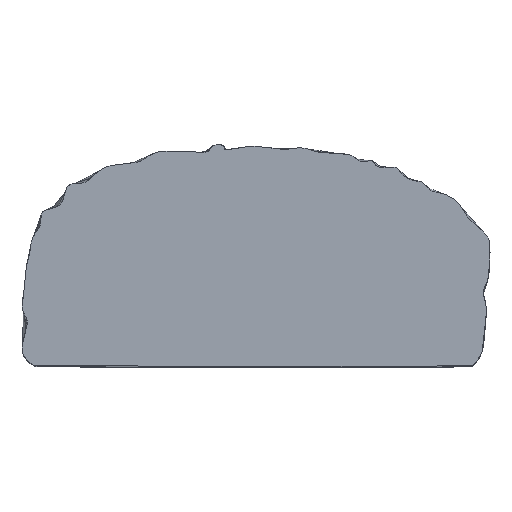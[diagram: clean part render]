
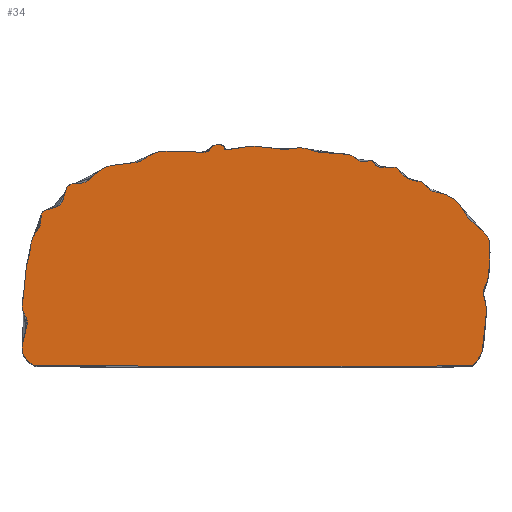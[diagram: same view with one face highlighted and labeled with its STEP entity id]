
A CAD part, top view. The second image highlights one B-rep face of the part: STEP entity #34.
In plain terms, the highlighted planar face has unit normal (0, 0, 1).
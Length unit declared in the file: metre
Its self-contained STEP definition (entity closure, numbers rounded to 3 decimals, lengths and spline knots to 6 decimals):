
#12=PLANE('',#49);
#16=ORIENTED_EDGE('',*,*,#18,.F.);
#18=EDGE_CURVE('',#20,#20,#22,.T.);
#20=VERTEX_POINT('',#217);
#22=B_SPLINE_CURVE_WITH_KNOTS('',3,(#164,#165,#166,#167,#168,#169,#170,
#171,#172,#173,#174,#175,#176,#177,#178,#179,#180,#181,#182,#183,#184,#185,
#186,#187,#188,#189,#190,#191,#192,#193,#194,#195,#196,#197,#198,#199,#200,
#201,#202,#203,#204,#205,#206,#207,#208,#209,#210,#211,#212,#213,#214,#215,
#216),.UNSPECIFIED.,.T.,.F.,(1,3,1,1,1,1,1,1,1,1,1,1,1,1,1,1,1,1,1,1,1,
1,1,1,1,1,1,1,1,1,1,1,1,1,1,1,1,1,1,1,1,1,1,1,1,1,1,1,1,1,1,3,1),(-0.010316,
0.,0.01927,0.045072,0.062307,0.08438,
0.108085,0.120577,0.141157,0.159943,
0.176293,0.196818,0.218324,0.236603,
0.260552,0.288214,0.311087,0.343948,
0.356127,0.372079,0.380625,0.404135,
0.431594,0.446288,0.463547,0.47946,
0.503513,0.519519,0.534055,0.548924,0.562008,
0.581952,0.597202,0.614516,0.627617,0.643294,
0.660431,0.680735,0.701626,0.723952,
0.742902,0.769212,0.783201,0.796098,
0.811779,0.834828,0.853367,0.86929,
0.883372,0.891736,0.989684,1.,1.01927),
 .UNSPECIFIED.);
#26=EDGE_LOOP('',(#16));
#30=FACE_BOUND('',#26,.T.);
#34=ADVANCED_FACE('',(#30),#12,.T.);
#49=AXIS2_PLACEMENT_3D('',#272,#53,#54);
#53=DIRECTION('',(0.,0.,1.));
#54=DIRECTION('',(1.,0.,0.));
#164=CARTESIAN_POINT('',(0.037212,0.02684,0.013));
#165=CARTESIAN_POINT('',(0.037149,0.026884,0.013));
#166=CARTESIAN_POINT('',(0.036706,0.027174,0.013));
#167=CARTESIAN_POINT('',(0.037171,0.028029,0.013));
#168=CARTESIAN_POINT('',(0.036848,0.02835,0.013));
#169=CARTESIAN_POINT('',(0.036985,0.028952,0.013));
#170=CARTESIAN_POINT('',(0.037012,0.029671,0.013));
#171=CARTESIAN_POINT('',(0.037122,0.02983,0.013));
#172=CARTESIAN_POINT('',(0.037131,0.030407,0.013));
#173=CARTESIAN_POINT('',(0.03749,0.030699,0.013));
#174=CARTESIAN_POINT('',(0.037346,0.031177,0.013));
#175=CARTESIAN_POINT('',(0.038097,0.031134,0.013));
#176=CARTESIAN_POINT('',(0.038074,0.031955,0.013));
#177=CARTESIAN_POINT('',(0.038677,0.031754,0.013));
#178=CARTESIAN_POINT('',(0.039102,0.032465,0.013));
#179=CARTESIAN_POINT('',(0.040199,0.03233,0.013));
#180=CARTESIAN_POINT('',(0.040568,0.03292,0.013));
#181=CARTESIAN_POINT('',(0.042146,0.032593,0.013));
#182=CARTESIAN_POINT('',(0.042081,0.03295,0.013));
#183=CARTESIAN_POINT('',(0.042534,0.032942,0.013));
#184=CARTESIAN_POINT('',(0.042419,0.032709,0.013));
#185=CARTESIAN_POINT('',(0.043236,0.032991,0.013));
#186=CARTESIAN_POINT('',(0.044099,0.032748,0.013));
#187=CARTESIAN_POINT('',(0.044358,0.032845,0.013));
#188=CARTESIAN_POINT('',(0.044773,0.032854,0.013));
#189=CARTESIAN_POINT('',(0.045028,0.032691,0.013));
#190=CARTESIAN_POINT('',(0.045772,0.032709,0.013));
#191=CARTESIAN_POINT('',(0.046071,0.032623,0.013));
#192=CARTESIAN_POINT('',(0.046276,0.032393,0.013));
#193=CARTESIAN_POINT('',(0.046612,0.032564,0.013));
#194=CARTESIAN_POINT('',(0.046669,0.032225,0.013));
#195=CARTESIAN_POINT('',(0.047274,0.032398,0.013));
#196=CARTESIAN_POINT('',(0.047379,0.032062,0.013));
#197=CARTESIAN_POINT('',(0.047751,0.031911,0.013));
#198=CARTESIAN_POINT('',(0.047982,0.031935,0.013));
#199=CARTESIAN_POINT('',(0.048163,0.031613,0.013));
#200=CARTESIAN_POINT('',(0.048553,0.031617,0.013));
#201=CARTESIAN_POINT('',(0.049015,0.031319,0.013));
#202=CARTESIAN_POINT('',(0.049216,0.030817,0.013));
#203=CARTESIAN_POINT('',(0.049809,0.03046,0.013));
#204=CARTESIAN_POINT('',(0.049839,0.03001,0.013));
#205=CARTESIAN_POINT('',(0.049806,0.029125,0.013));
#206=CARTESIAN_POINT('',(0.049602,0.028934,0.013));
#207=CARTESIAN_POINT('',(0.049676,0.028695,0.013));
#208=CARTESIAN_POINT('',(0.049752,0.028406,0.013));
#209=CARTESIAN_POINT('',(0.049679,0.027747,0.013));
#210=CARTESIAN_POINT('',(0.04965,0.027333,0.013));
#211=CARTESIAN_POINT('',(0.049547,0.027039,0.013));
#212=CARTESIAN_POINT('',(0.049345,0.026825,0.013));
#213=CARTESIAN_POINT('',(0.049354,0.026781,0.013));
#214=CARTESIAN_POINT('',(0.037212,0.026803,0.013));
#215=CARTESIAN_POINT('',(0.037245,0.026816,0.013));
#216=CARTESIAN_POINT('',(0.037212,0.02684,0.013));
#217=CARTESIAN_POINT('',(0.037212,0.02684,0.013));
#272=CARTESIAN_POINT('',(-0.03275,0.071959,0.013));
